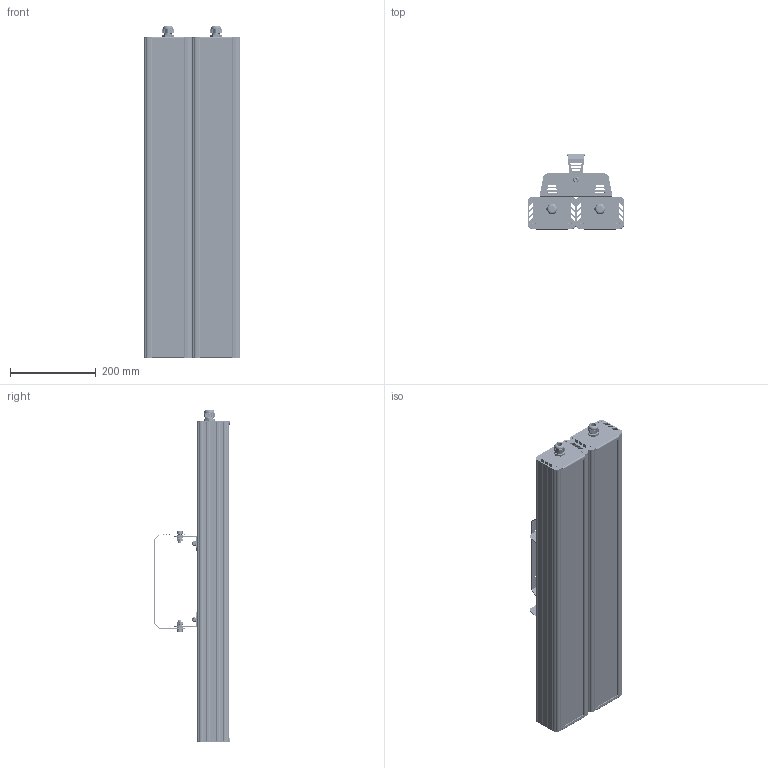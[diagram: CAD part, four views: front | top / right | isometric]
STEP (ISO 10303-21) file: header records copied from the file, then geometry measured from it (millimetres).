
FILE_DESCRIPTION(('STEP AP214'), '1');
FILE_NAME('001.0070.57.000 ÃÑÏ-Ïðèìà-Îïòèê-200', '2023-09-24T14:20:52', (''), (''), 'C3D Converter', 'C3D Toolkit', '');
FILE_SCHEMA(('AUTOMOTIVE_DESIGN { 1 0 10303 214 3 1 1}'));
Length unit declared in the file: millimetre
Products named in the file (39): 001.0070.57.000
Assembly tree (88 placements, depth 4):
  001.0070.57.000
    (unnamed)  x2
      (unnamed)
      (unnamed)
      (unnamed)
      (unnamed)
      (unnamed)
      (unnamed)
      (unnamed)
      (unnamed)
      (unnamed)
        (unnamed)
        (unnamed)  x3
        (unnamed)  x13
        (unnamed)
        (unnamed)
        (unnamed)
        (unnamed)
        (unnamed)
        (unnamed)
        (unnamed)
    (unnamed)
      (unnamed)
      (unnamed)
      (unnamed)
      (unnamed)  x2
      (unnamed)
      (unnamed)
      (unnamed)  x4
      (unnamed)  x4
      (unnamed)  x4
      (unnamed)
      (unnamed)
      (unnamed)
      (unnamed)  x2
      (unnamed)
      (unnamed)  x4
      (unnamed)  x4
      (unnamed)  x4
Bounding box: 224.38 x 178.44 x 776 mm (x, y, z)
Volume: 3187859.9 mm3; surface area: 2590481.8 mm2
Topology: 765 solids, 765 shells, 11152 faces, 26178 edges, 17590 vertices
Faces by surface type: plane 7656, cylinder 2874, bspline 332, cone 204, sphere 60, torus 26
Full cylindrical faces by diameter (mm): 1 x60, 2 x40, 2.5 x80, 2.8 x500, 3.2 x60, 3.5 x120, 4 x16, 4.917 x8, 6 x10, 6.6 x8, 6.647 x2, 8 x18, 8.5 x4, 9 x264, 11 x8, 12 x2, 12.5 x2, 13 x2, 15 x4, 18.5 x6, 20 x2, 23.5 x2
Entity records: 111336 total; most frequent: CARTESIAN_POINT 38864, DIRECTION 11514, ORIENTED_EDGE 11310, EDGE_CURVE 5655, AXIS2_PLACEMENT_3D 4051, VERTEX_POINT 3875, LINE 3412, VECTOR 3412
